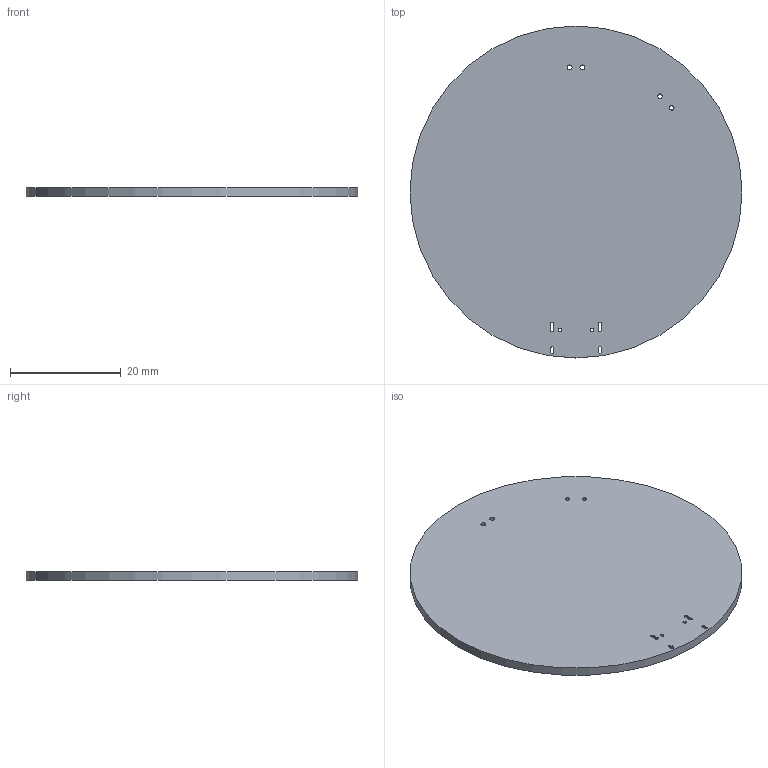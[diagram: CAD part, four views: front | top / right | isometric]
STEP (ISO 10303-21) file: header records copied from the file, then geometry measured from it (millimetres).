
FILE_DESCRIPTION(('KiCad electronic assembly'),'2;1');
FILE_NAME('DB-radar.step','2025-03-28T19:22:34',('Pcbnew'),('Kicad'), 'Open CASCADE STEP processor 7.7','KiCad to STEP converter','Unknown' );
FILE_SCHEMA(('AUTOMOTIVE_DESIGN { 1 0 10303 214 1 1 1 1 }'));
Length unit declared in the file: millimetre
Products named in the file (2): DB-radar 1; DB-radar PCB
Assembly tree (1 placements, depth 2):
  DB-radar 1
    DB-radar PCB
Bounding box: 60 x 60 x 1.6 mm (x, y, z)
Volume: 4514.2 mm3; surface area: 5990.8 mm2
Topology: 1 solids, 1 shells, 89 faces, 261 edges, 174 vertices
Faces by surface type: plane 82, cylinder 7
Full cylindrical faces by diameter (mm): 0.65 x2, 0.8 x2, 0.9 x2, 60 x1
Entity records: 6231 total; most frequent: CARTESIAN_POINT 1208, DIRECTION 819, LINE 595, VECTOR 595, ORIENTED_EDGE 522, PCURVE 522, DEFINITIONAL_REPRESENTATION 522, EDGE_CURVE 261
